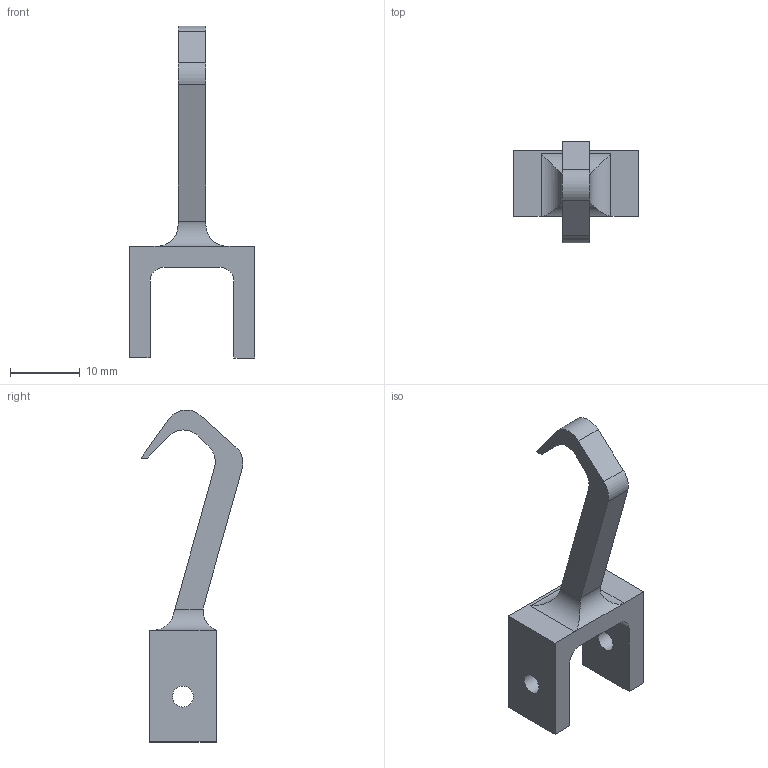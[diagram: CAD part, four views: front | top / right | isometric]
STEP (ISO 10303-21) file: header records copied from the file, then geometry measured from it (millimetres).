
FILE_DESCRIPTION(/* description */ (''),/* implementation_level */ '2;1');
FILE_NAME(/* name */ 'hook.stp',/* time_stamp */ '2025-12-23T11:57:52+01:00',/* author */ ('szymo'),/* organization */ (''),/* preprocessor_version */ 'ST-DEVELOPER v19',/* originating_system */ 'Autodesk Inventor 2023',/* authorisation */ '');
FILE_SCHEMA (('AUTOMOTIVE_DESIGN { 1 0 10303 214 3 1 1 }'));
Length unit declared in the file: millimetre
Products named in the file (1): hook
Bounding box: 18 x 14.6 x 47.54 mm (x, y, z)
Volume: 1807.2 mm3; surface area: 1753.5 mm2
Topology: 1 solids, 1 shells, 31 faces, 85 edges, 56 vertices
Faces by surface type: plane 19, cylinder 12
Full cylindrical faces by diameter (mm): 3 x2
Entity records: 1058 total; most frequent: CARTESIAN_POINT 199, ORIENTED_EDGE 170, DIRECTION 169, EDGE_CURVE 85, LINE 61, VECTOR 61, VERTEX_POINT 56, AXIS2_PLACEMENT_3D 54
